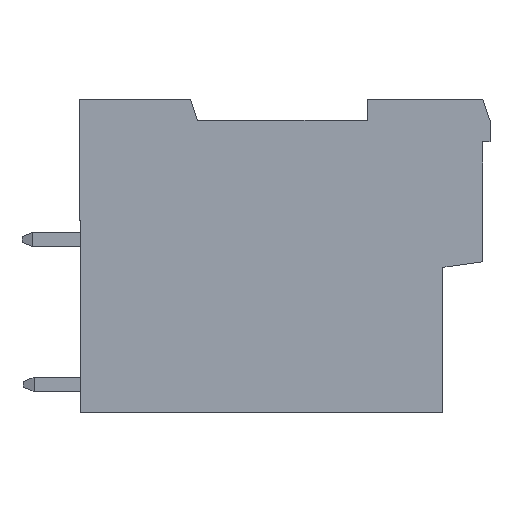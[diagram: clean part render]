
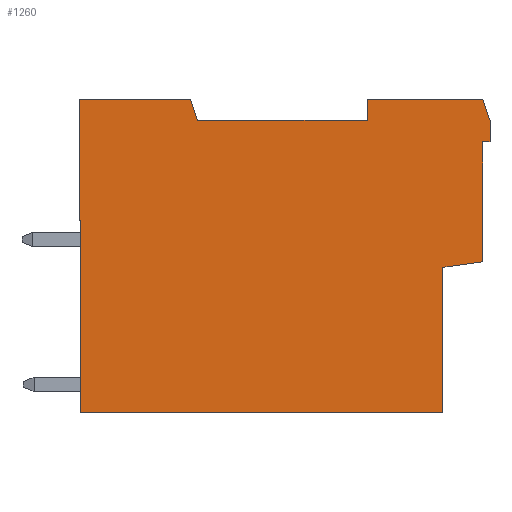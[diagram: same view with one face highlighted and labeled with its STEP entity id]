
A CAD part, left-side view. The second image highlights one B-rep face of the part: STEP entity #1260.
In plain terms, the highlighted planar face has unit normal (-1, 0, 0).
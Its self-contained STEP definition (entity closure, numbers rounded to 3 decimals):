
#1260 = ADVANCED_FACE( '', ( #2509 ), #2510, .T. );
#2509 = FACE_OUTER_BOUND( '', #3759, .T. );
#2510 = PLANE( '', #3760 );
#3759 = EDGE_LOOP( '', ( #7292, #7293, #7294, #7295, #7296, #7297, #7298, #7299, #7300, #7301, #7302, #7303, #7304, #7305, #7306 ) );
#3760 = AXIS2_PLACEMENT_3D( '', #7307, #7308, #7309 );
#7292 = ORIENTED_EDGE( '', *, *, #8670, .T. );
#7293 = ORIENTED_EDGE( '', *, *, #8817, .F. );
#7294 = ORIENTED_EDGE( '', *, *, #7729, .T. );
#7295 = ORIENTED_EDGE( '', *, *, #7704, .T. );
#7296 = ORIENTED_EDGE( '', *, *, #9108, .T. );
#7297 = ORIENTED_EDGE( '', *, *, #8875, .T. );
#7298 = ORIENTED_EDGE( '', *, *, #8753, .T. );
#7299 = ORIENTED_EDGE( '', *, *, #8389, .T. );
#7300 = ORIENTED_EDGE( '', *, *, #8470, .T. );
#7301 = ORIENTED_EDGE( '', *, *, #9102, .T. );
#7302 = ORIENTED_EDGE( '', *, *, #7829, .T. );
#7303 = ORIENTED_EDGE( '', *, *, #8117, .T. );
#7304 = ORIENTED_EDGE( '', *, *, #8912, .T. );
#7305 = ORIENTED_EDGE( '', *, *, #8836, .T. );
#7306 = ORIENTED_EDGE( '', *, *, #8271, .T. );
#7307 = CARTESIAN_POINT( '', ( -8.62, 0., 0. ) );
#7308 = DIRECTION( '', ( -1., 0., 0. ) );
#7309 = DIRECTION( '', ( 0., 0., 1. ) );
#7704 = EDGE_CURVE( '', #9234, #9232, #9235, .T. );
#7729 = EDGE_CURVE( '', #9281, #9234, #9282, .T. );
#7829 = EDGE_CURVE( '', #9459, #9457, #9460, .T. );
#8117 = EDGE_CURVE( '', #9457, #9949, #9951, .T. );
#8271 = EDGE_CURVE( '', #10193, #10191, #10194, .T. );
#8389 = EDGE_CURVE( '', #10374, #10375, #10376, .T. );
#8470 = EDGE_CURVE( '', #10375, #10486, #10488, .T. );
#8670 = EDGE_CURVE( '', #10191, #10778, #10779, .T. );
#8753 = EDGE_CURVE( '', #10889, #10374, #10890, .T. );
#8817 = EDGE_CURVE( '', #9281, #10778, #10981, .T. );
#8836 = EDGE_CURVE( '', #11008, #10193, #11009, .F. );
#8875 = EDGE_CURVE( '', #11058, #10889, #11059, .T. );
#8912 = EDGE_CURVE( '', #9949, #11008, #11106, .T. );
#9102 = EDGE_CURVE( '', #10486, #9459, #11320, .F. );
#9108 = EDGE_CURVE( '', #9232, #11058, #11326, .T. );
#9232 = VERTEX_POINT( '', #11486 );
#9234 = VERTEX_POINT( '', #11489 );
#9235 = LINE( '', #11490, #11491 );
#9281 = VERTEX_POINT( '', #11559 );
#9282 = LINE( '', #11560, #11561 );
#9457 = VERTEX_POINT( '', #11818 );
#9459 = VERTEX_POINT( '', #11821 );
#9460 = LINE( '', #11822, #11823 );
#9949 = VERTEX_POINT( '', #12527 );
#9951 = LINE( '', #12530, #12531 );
#10191 = VERTEX_POINT( '', #12882 );
#10193 = VERTEX_POINT( '', #12885 );
#10194 = LINE( '', #12886, #12887 );
#10374 = VERTEX_POINT( '', #13151 );
#10375 = VERTEX_POINT( '', #13152 );
#10376 = LINE( '', #13153, #13154 );
#10486 = VERTEX_POINT( '', #13317 );
#10488 = LINE( '', #13320, #13321 );
#10778 = VERTEX_POINT( '', #13751 );
#10779 = LINE( '', #13752, #13753 );
#10889 = VERTEX_POINT( '', #13917 );
#10890 = LINE( '', #13918, #13919 );
#10981 = LINE( '', #14058, #14059 );
#11008 = VERTEX_POINT( '', #14097 );
#11009 = LINE( '', #14098, #14099 );
#11058 = VERTEX_POINT( '', #14173 );
#11059 = LINE( '', #14174, #14175 );
#11106 = LINE( '', #14244, #14245 );
#11320 = LINE( '', #14552, #14553 );
#11326 = LINE( '', #14560, #14561 );
#11486 = CARTESIAN_POINT( '', ( -8.62, -11.25, -11. ) );
#11489 = CARTESIAN_POINT( '', ( -8.62, 14.15, -11. ) );
#11490 = CARTESIAN_POINT( '', ( -8.62, 14.25, -11. ) );
#11491 = VECTOR( '', #14649, 1000. );
#11559 = CARTESIAN_POINT( '', ( -8.62, 14.15, 2.5 ) );
#11560 = CARTESIAN_POINT( '', ( -8.62, 14.15, 2.5 ) );
#11561 = VECTOR( '', #14672, 1000. );
#11818 = CARTESIAN_POINT( '', ( -8.62, -5.95, 11. ) );
#11821 = CARTESIAN_POINT( '', ( -8.62, -14.05, 11. ) );
#11822 = CARTESIAN_POINT( '', ( -8.62, -14.55, 11. ) );
#11823 = VECTOR( '', #14762, 1000. );
#12527 = CARTESIAN_POINT( '', ( -8.62, -5.95, 9.5 ) );
#12530 = CARTESIAN_POINT( '', ( -8.62, -5.95, 11. ) );
#12531 = VECTOR( '', #15030, 1000. );
#12882 = CARTESIAN_POINT( '', ( -8.62, 14.25, 11. ) );
#12885 = CARTESIAN_POINT( '', ( -8.62, 6.45, 11. ) );
#12886 = CARTESIAN_POINT( '', ( -8.62, 5.95, 11. ) );
#12887 = VECTOR( '', #15164, 1000. );
#13151 = CARTESIAN_POINT( '', ( -8.62, -14.05, 8. ) );
#13152 = CARTESIAN_POINT( '', ( -8.62, -14.55, 8. ) );
#13153 = CARTESIAN_POINT( '', ( -8.62, -14.55, 8. ) );
#13154 = VECTOR( '', #15276, 1000. );
#13317 = CARTESIAN_POINT( '', ( -8.62, -14.55, 9.5 ) );
#13320 = CARTESIAN_POINT( '', ( -8.62, -14.55, 8. ) );
#13321 = VECTOR( '', #15349, 1000. );
#13751 = CARTESIAN_POINT( '', ( -8.62, 14.25, 2.5 ) );
#13752 = CARTESIAN_POINT( '', ( -8.62, 14.25, 11. ) );
#13753 = VECTOR( '', #15520, 1000. );
#13917 = CARTESIAN_POINT( '', ( -8.62, -14.05, -0.4 ) );
#13918 = CARTESIAN_POINT( '', ( -8.62, -14.05, 8. ) );
#13919 = VECTOR( '', #15584, 1000. );
#14058 = CARTESIAN_POINT( '', ( -8.62, 14.15, 2.5 ) );
#14059 = VECTOR( '', #15642, 1000. );
#14097 = CARTESIAN_POINT( '', ( -8.62, 5.95, 9.5 ) );
#14098 = CARTESIAN_POINT( '', ( -8.62, 2.505, -0.835 ) );
#14099 = VECTOR( '', #15657, 1000. );
#14173 = CARTESIAN_POINT( '', ( -8.62, -11.25, -0.8 ) );
#14174 = CARTESIAN_POINT( '', ( -8.62, -11.25, -0.8 ) );
#14175 = VECTOR( '', #15695, 1000. );
#14244 = CARTESIAN_POINT( '', ( -8.62, -5.95, 9.5 ) );
#14245 = VECTOR( '', #15721, 1000. );
#14552 = CARTESIAN_POINT( '', ( -8.62, -15.945, 5.315 ) );
#14553 = VECTOR( '', #15836, 1000. );
#14560 = CARTESIAN_POINT( '', ( -8.62, -11.25, -11. ) );
#14561 = VECTOR( '', #15838, 1000. );
#14649 = DIRECTION( '', ( 0., -1., 0. ) );
#14672 = DIRECTION( '', ( 0., 0., -1. ) );
#14762 = DIRECTION( '', ( 0., 1., 0. ) );
#15030 = DIRECTION( '', ( 0., 0., -1. ) );
#15164 = DIRECTION( '', ( 0., 1., 0. ) );
#15276 = DIRECTION( '', ( 0., -1., 0. ) );
#15349 = DIRECTION( '', ( 0., 0., 1. ) );
#15520 = DIRECTION( '', ( 0., 0., -1. ) );
#15584 = DIRECTION( '', ( 0., 0., 1. ) );
#15642 = DIRECTION( '', ( 0., 1., 0. ) );
#15657 = DIRECTION( '', ( 0., -0.316, -0.949 ) );
#15695 = DIRECTION( '', ( 0., -0.99, 0.141 ) );
#15721 = DIRECTION( '', ( 0., 1., 0. ) );
#15836 = DIRECTION( '', ( 0., -0.316, -0.949 ) );
#15838 = DIRECTION( '', ( 0., 0., 1. ) );
